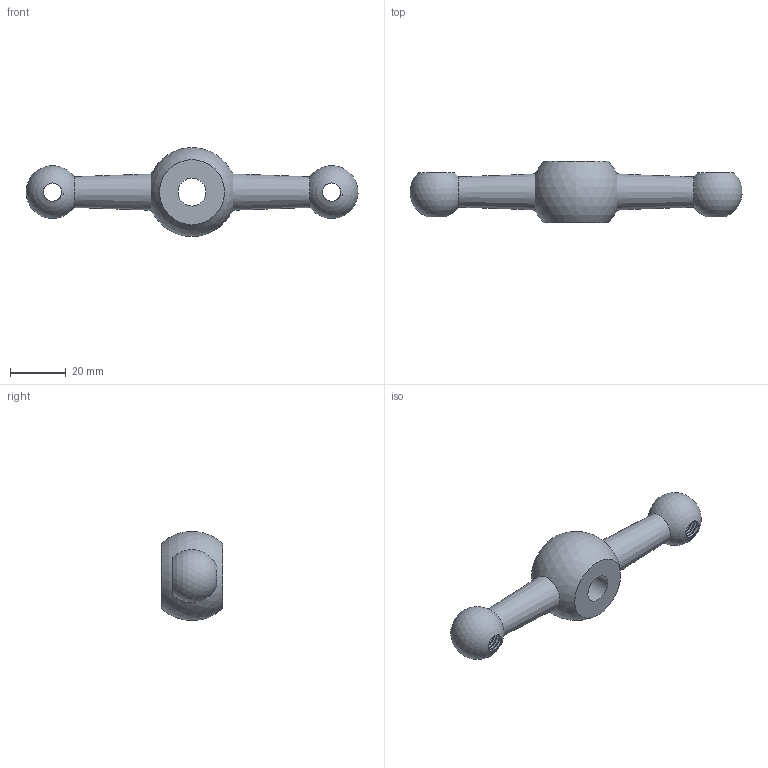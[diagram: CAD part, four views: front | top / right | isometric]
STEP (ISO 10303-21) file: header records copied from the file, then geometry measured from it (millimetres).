
FILE_DESCRIPTION(/* description */ (''),/* implementation_level */ '2;1');
FILE_NAME(/* name */ 'WH50_N.dxf',/* time_stamp */ '2012-11-23T18:29:46+08:00',/* author */ (''),/* organization */ (''),/* preprocessor_version */ 'ST-DEVELOPER v9',/* originating_system */ 'UGS - NX 4.0',/* authorisation */ '');
FILE_SCHEMA (('CONFIG_CONTROL_DESIGN'));
Length unit declared in the file: millimetre
Products named in the file (1): AdmiC1D8xrtg
Bounding box: 118.92 x 22 x 31.89 mm (x, y, z)
Volume: 24585.9 mm3; surface area: 8414.5 mm2
Topology: 1 solids, 1 shells, 20 faces, 49 edges, 33 vertices
Faces by surface type: plane 6, cylinder 5, bspline 4, sphere 3, cone 2
Full cylindrical faces by diameter (mm): 10 x1
Entity records: 6988 total; most frequent: CARTESIAN_POINT 6487, ORIENTED_EDGE 80, DIRECTION 74, EDGE_CURVE 40, AXIS2_PLACEMENT_3D 35, EDGE_LOOP 34, VERTEX_POINT 30, ADVANCED_FACE 20
